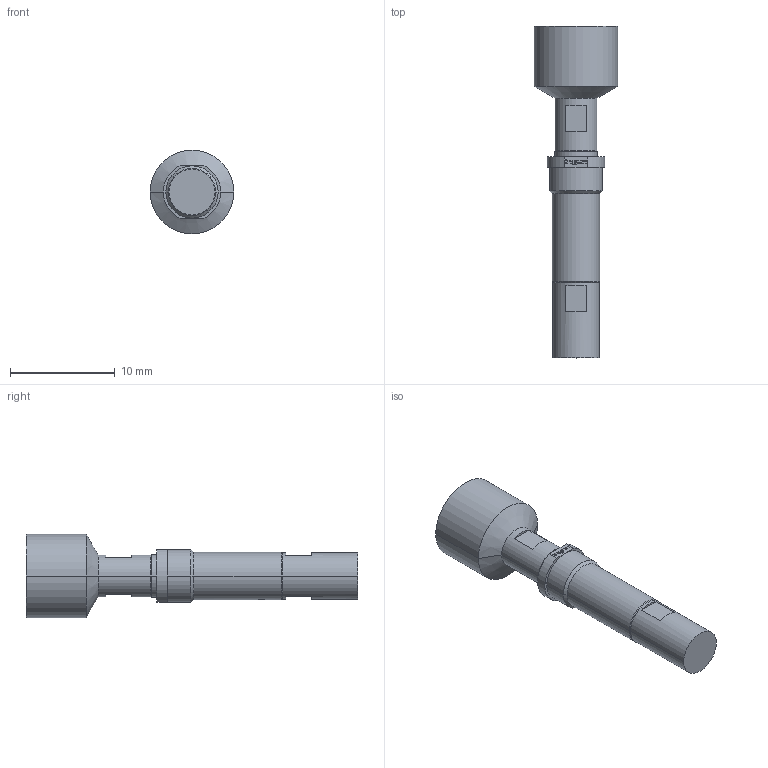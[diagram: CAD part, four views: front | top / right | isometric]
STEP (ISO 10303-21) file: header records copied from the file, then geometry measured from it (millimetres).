
FILE_DESCRIPTION (( 'STEP AP203' ), '1' );
FILE_NAME ('INGUN_HFS-4x0_308_180_A_xx43_E_M.STEP', '2022-04-26T12:24:59', ( 'ochi' ), ( '' ), 'SwSTEP 2.0', 'SolidWorks 2018', '' );
FILE_SCHEMA (( 'CONFIG_CONTROL_DESIGN' ));
Length unit declared in the file: millimetre
Products named in the file (1): INGUN_HFS-4x0_308_180_A_xx43_E_M
Bounding box: 8 x 31.7 x 8 mm (x, y, z)
Volume: 524.2 mm3; surface area: 731.4 mm2
Topology: 1 solids, 1 shells, 131 faces, 315 edges, 201 vertices
Faces by surface type: plane 71, cylinder 44, cone 14, torus 2
Entity records: 3882 total; most frequent: DIRECTION 683, CARTESIAN_POINT 665, ORIENTED_EDGE 626, EDGE_CURVE 313, AXIS2_PLACEMENT_3D 241, LINE 201, VECTOR 201, VERTEX_POINT 201
